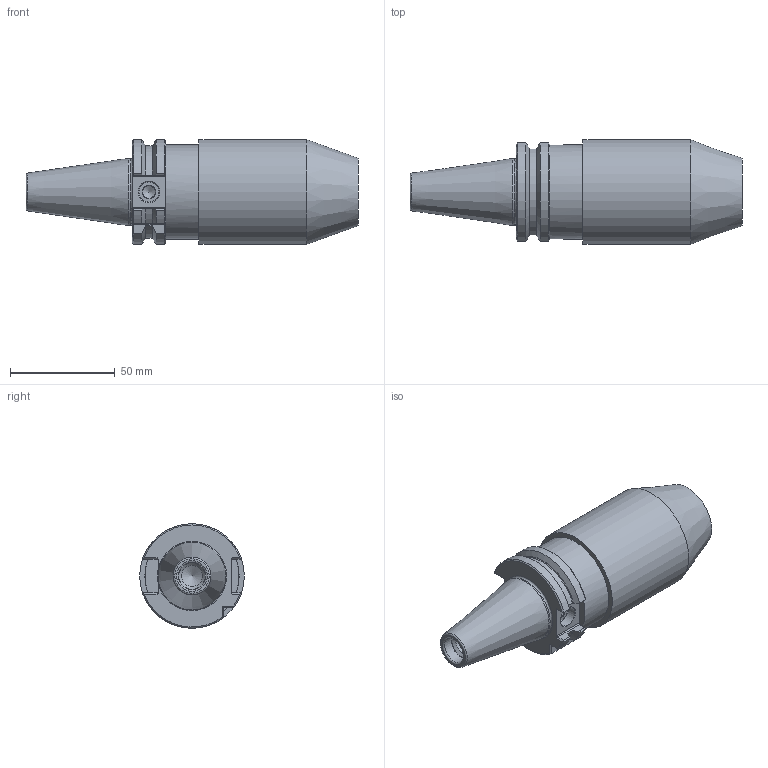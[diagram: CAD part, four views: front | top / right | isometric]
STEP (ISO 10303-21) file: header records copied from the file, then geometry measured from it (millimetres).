
FILE_DESCRIPTION( ( 'Unknown' ), '1' );
FILE_NAME( '223050100-A.stp', 'Unknown', ( 'Unknown' ), ( 'Unknown' ), 'PSStep 15.0.49', 'Unknown', ' ' );
FILE_SCHEMA( ( 'AUTOMOTIVE_DESIGN { 1 0 10303 214 1 1 1 1 }' ) );
Length unit declared in the file: millimetre
Products named in the file (1): 1
Bounding box: 158.65 x 50 x 50 mm (x, y, z)
Volume: 207734.3 mm3; surface area: 24870 mm2
Topology: 1 solids, 1 shells, 104 faces, 269 edges, 170 vertices
Faces by surface type: plane 46, cylinder 28, cone 21, torus 9
Full cylindrical faces by diameter (mm): 6 x1, 10 x1, 10.106 x1, 13 x1, 45 x1, 50 x1
Entity records: 3969 total; most frequent: CARTESIAN_POINT 719, ORIENTED_EDGE 492, DIRECTION 487, EDGE_CURVE 246, AXIS2_PLACEMENT_3D 189, VERTEX_POINT 167, EDGE_LOOP 125, FACE_OUTER_BOUND 113
